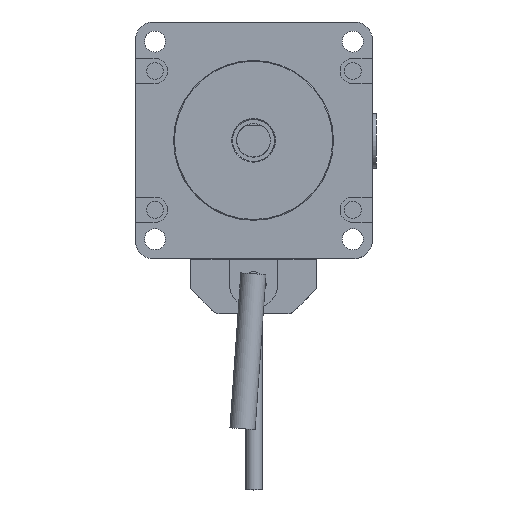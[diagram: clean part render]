
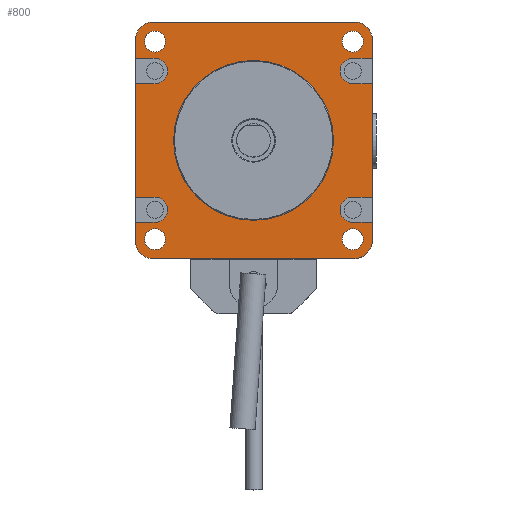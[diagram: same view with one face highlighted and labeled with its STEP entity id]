
A CAD part, top view. The second image highlights one B-rep face of the part: STEP entity #800.
In plain terms, the highlighted planar face has unit normal (0, 0, 1).
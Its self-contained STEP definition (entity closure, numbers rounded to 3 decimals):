
#800=ADVANCED_FACE('',(#2256,#2257,#2258,#2259,#2260,#2261),#1089,.T.);
#1089=PLANE('',#6651);
#1430=LINE('',#9867,#1938);
#1433=LINE('',#9873,#1941);
#1436=LINE('',#9879,#1944);
#1439=LINE('',#9885,#1947);
#1445=LINE('',#9901,#1953);
#1449=LINE('',#9911,#1957);
#1451=LINE('',#9917,#1959);
#1452=LINE('',#9919,#1960);
#1453=LINE('',#9921,#1961);
#1454=LINE('',#9925,#1962);
#1455=LINE('',#9926,#1963);
#1456=LINE('',#9930,#1964);
#1457=LINE('',#9931,#1965);
#1458=LINE('',#9935,#1966);
#1459=LINE('',#9936,#1967);
#1460=LINE('',#9940,#1968);
#1938=VECTOR('',#7927,1.);
#1941=VECTOR('',#7932,1.);
#1944=VECTOR('',#7937,1.);
#1947=VECTOR('',#7942,1.);
#1953=VECTOR('',#7958,1.);
#1957=VECTOR('',#7968,1.);
#1959=VECTOR('',#7976,1.);
#1960=VECTOR('',#7979,1.);
#1961=VECTOR('',#7982,1.);
#1962=VECTOR('',#7985,1.);
#1963=VECTOR('',#7986,1.);
#1964=VECTOR('',#7989,1.);
#1965=VECTOR('',#7990,1.);
#1966=VECTOR('',#7993,1.);
#1967=VECTOR('',#7994,1.);
#1968=VECTOR('',#7997,1.);
#2256=FACE_BOUND('',#2565,.T.);
#2257=FACE_BOUND('',#2566,.T.);
#2258=FACE_BOUND('',#2567,.T.);
#2259=FACE_BOUND('',#2568,.T.);
#2260=FACE_BOUND('',#2569,.T.);
#2261=FACE_BOUND('',#2570,.T.);
#2565=EDGE_LOOP('',(#3670,#3671,#3672,#3673,#3674,#3675,#3676,#3677,#3678,
#3679,#3680,#3681,#3682,#3683,#3684,#3685,#3686,#3687,#3688,#3689,#3690,
#3691,#3692,#3693));
#2566=EDGE_LOOP('',(#3694));
#2567=EDGE_LOOP('',(#3695));
#2568=EDGE_LOOP('',(#3696));
#2569=EDGE_LOOP('',(#3697));
#2570=EDGE_LOOP('',(#3698));
#3670=ORIENTED_EDGE('',*,*,#5526,.T.);
#3671=ORIENTED_EDGE('',*,*,#5553,.T.);
#3672=ORIENTED_EDGE('',*,*,#5554,.T.);
#3673=ORIENTED_EDGE('',*,*,#5555,.T.);
#3674=ORIENTED_EDGE('',*,*,#5548,.T.);
#3675=ORIENTED_EDGE('',*,*,#5550,.T.);
#3676=ORIENTED_EDGE('',*,*,#5552,.T.);
#3677=ORIENTED_EDGE('',*,*,#5537,.T.);
#3678=ORIENTED_EDGE('',*,*,#5532,.T.);
#3679=ORIENTED_EDGE('',*,*,#5556,.F.);
#3680=ORIENTED_EDGE('',*,*,#5557,.F.);
#3681=ORIENTED_EDGE('',*,*,#5558,.F.);
#3682=ORIENTED_EDGE('',*,*,#5529,.T.);
#3683=ORIENTED_EDGE('',*,*,#5559,.T.);
#3684=ORIENTED_EDGE('',*,*,#5560,.T.);
#3685=ORIENTED_EDGE('',*,*,#5561,.T.);
#3686=ORIENTED_EDGE('',*,*,#5543,.T.);
#3687=ORIENTED_EDGE('',*,*,#5540,.T.);
#3688=ORIENTED_EDGE('',*,*,#5551,.T.);
#3689=ORIENTED_EDGE('',*,*,#5544,.T.);
#3690=ORIENTED_EDGE('',*,*,#5535,.T.);
#3691=ORIENTED_EDGE('',*,*,#5562,.F.);
#3692=ORIENTED_EDGE('',*,*,#5563,.F.);
#3693=ORIENTED_EDGE('',*,*,#5564,.F.);
#3694=ORIENTED_EDGE('',*,*,#5565,.F.);
#3695=ORIENTED_EDGE('',*,*,#5566,.F.);
#3696=ORIENTED_EDGE('',*,*,#5567,.F.);
#3697=ORIENTED_EDGE('',*,*,#5568,.F.);
#3698=ORIENTED_EDGE('',*,*,#5569,.T.);
#4827=VERTEX_POINT('',#9866);
#4828=VERTEX_POINT('',#9868);
#4829=VERTEX_POINT('',#9872);
#4830=VERTEX_POINT('',#9874);
#4831=VERTEX_POINT('',#9878);
#4832=VERTEX_POINT('',#9880);
#4833=VERTEX_POINT('',#9884);
#4834=VERTEX_POINT('',#9886);
#4835=VERTEX_POINT('',#9890);
#4836=VERTEX_POINT('',#9894);
#4837=VERTEX_POINT('',#9896);
#4838=VERTEX_POINT('',#9900);
#4839=VERTEX_POINT('',#9904);
#4840=VERTEX_POINT('',#9908);
#4841=VERTEX_POINT('',#9910);
#4842=VERTEX_POINT('',#9914);
#4843=VERTEX_POINT('',#9922);
#4844=VERTEX_POINT('',#9924);
#4845=VERTEX_POINT('',#9927);
#4846=VERTEX_POINT('',#9929);
#4847=VERTEX_POINT('',#9932);
#4848=VERTEX_POINT('',#9934);
#4849=VERTEX_POINT('',#9937);
#4850=VERTEX_POINT('',#9939);
#4851=VERTEX_POINT('',#9942);
#4852=VERTEX_POINT('',#9944);
#4853=VERTEX_POINT('',#9946);
#4854=VERTEX_POINT('',#9948);
#4855=VERTEX_POINT('',#9950);
#5526=EDGE_CURVE('',#4828,#4827,#1430,.T.);
#5529=EDGE_CURVE('',#4830,#4829,#1433,.T.);
#5532=EDGE_CURVE('',#4832,#4831,#1436,.T.);
#5535=EDGE_CURVE('',#4834,#4833,#1439,.T.);
#5537=EDGE_CURVE('',#4835,#4832,#6112,.T.);
#5540=EDGE_CURVE('',#4837,#4836,#6113,.T.);
#5543=EDGE_CURVE('',#4838,#4837,#1445,.T.);
#5544=EDGE_CURVE('',#4839,#4834,#6114,.T.);
#5548=EDGE_CURVE('',#4840,#4841,#1449,.T.);
#5550=EDGE_CURVE('',#4841,#4842,#6115,.T.);
#5551=EDGE_CURVE('',#4836,#4839,#1451,.T.);
#5552=EDGE_CURVE('',#4842,#4835,#1452,.T.);
#5553=EDGE_CURVE('',#4827,#4843,#1453,.T.);
#5554=EDGE_CURVE('',#4843,#4844,#6116,.T.);
#5555=EDGE_CURVE('',#4844,#4840,#1454,.T.);
#5556=EDGE_CURVE('',#4845,#4831,#1455,.T.);
#5557=EDGE_CURVE('',#4846,#4845,#6117,.T.);
#5558=EDGE_CURVE('',#4830,#4846,#1456,.T.);
#5559=EDGE_CURVE('',#4829,#4847,#1457,.T.);
#5560=EDGE_CURVE('',#4847,#4848,#6118,.T.);
#5561=EDGE_CURVE('',#4848,#4838,#1458,.T.);
#5562=EDGE_CURVE('',#4849,#4833,#1459,.T.);
#5563=EDGE_CURVE('',#4850,#4849,#6119,.T.);
#5564=EDGE_CURVE('',#4828,#4850,#1460,.T.);
#5565=EDGE_CURVE('',#4851,#4851,#6120,.T.);
#5566=EDGE_CURVE('',#4852,#4852,#6121,.T.);
#5567=EDGE_CURVE('',#4853,#4853,#6122,.T.);
#5568=EDGE_CURVE('',#4854,#4854,#6123,.T.);
#5569=EDGE_CURVE('',#4855,#4855,#6124,.T.);
#6112=CIRCLE('',#6630,4.2);
#6113=CIRCLE('',#6632,4.2);
#6114=CIRCLE('',#6635,4.378);
#6115=CIRCLE('',#6638,4.216);
#6116=CIRCLE('',#6642,3.);
#6117=CIRCLE('',#6643,3.);
#6118=CIRCLE('',#6644,3.);
#6119=CIRCLE('',#6645,3.);
#6120=CIRCLE('',#6646,2.5);
#6121=CIRCLE('',#6647,2.5);
#6122=CIRCLE('',#6648,2.5);
#6123=CIRCLE('',#6649,2.5);
#6124=CIRCLE('',#6650,5.);
#6630=AXIS2_PLACEMENT_3D('',#9889,#7946,#7947);
#6632=AXIS2_PLACEMENT_3D('',#9895,#7952,#7953);
#6635=AXIS2_PLACEMENT_3D('',#9903,#7961,#7962);
#6638=AXIS2_PLACEMENT_3D('',#9915,#7972,#7973);
#6642=AXIS2_PLACEMENT_3D('',#9923,#7983,#7984);
#6643=AXIS2_PLACEMENT_3D('',#9928,#7987,#7988);
#6644=AXIS2_PLACEMENT_3D('',#9933,#7991,#7992);
#6645=AXIS2_PLACEMENT_3D('',#9938,#7995,#7996);
#6646=AXIS2_PLACEMENT_3D('',#9941,#7998,#7999);
#6647=AXIS2_PLACEMENT_3D('',#9943,#8000,#8001);
#6648=AXIS2_PLACEMENT_3D('',#9945,#8002,#8003);
#6649=AXIS2_PLACEMENT_3D('',#9947,#8004,#8005);
#6650=AXIS2_PLACEMENT_3D('',#9949,#8006,#8007);
#6651=AXIS2_PLACEMENT_3D('',#9951,#8008,#8009);
#7927=DIRECTION('',(0.,1.,0.));
#7932=DIRECTION('',(0.,-1.,0.));
#7937=DIRECTION('',(0.,-1.,0.));
#7942=DIRECTION('',(0.,1.,0.));
#7946=DIRECTION('',(0.,0.,1.));
#7947=DIRECTION('',(1.,0.,0.));
#7952=DIRECTION('',(0.,0.,1.));
#7953=DIRECTION('',(1.,0.,0.));
#7958=DIRECTION('',(0.,-1.,0.));
#7961=DIRECTION('',(0.,0.,1.));
#7962=DIRECTION('',(1.,0.,0.));
#7968=DIRECTION('',(0.,1.,0.));
#7972=DIRECTION('',(0.,0.,1.));
#7973=DIRECTION('',(1.,0.,0.));
#7976=DIRECTION('',(1.,0.,0.));
#7979=DIRECTION('',(-1.,0.,0.));
#7982=DIRECTION('',(-1.,-0.002,0.));
#7983=DIRECTION('',(0.,0.,-1.));
#7984=DIRECTION('',(-1.,0.,0.));
#7985=DIRECTION('',(1.,0.,0.));
#7986=DIRECTION('',(-1.,0.,0.));
#7987=DIRECTION('',(0.,0.,1.));
#7988=DIRECTION('',(1.,0.,0.));
#7989=DIRECTION('',(1.,-0.002,0.));
#7990=DIRECTION('',(1.,0.002,0.));
#7991=DIRECTION('',(0.,0.,-1.));
#7992=DIRECTION('',(1.,0.,0.));
#7993=DIRECTION('',(-1.,0.,0.));
#7994=DIRECTION('',(1.,0.,0.));
#7995=DIRECTION('',(0.,0.,1.));
#7996=DIRECTION('',(-1.,0.,0.));
#7997=DIRECTION('',(-1.,0.002,0.));
#7998=DIRECTION('',(0.,0.,1.));
#7999=DIRECTION('',(1.,0.,0.));
#8000=DIRECTION('',(0.,0.,1.));
#8001=DIRECTION('',(1.,0.,0.));
#8002=DIRECTION('',(0.,0.,1.));
#8003=DIRECTION('',(1.,0.,0.));
#8004=DIRECTION('',(0.,0.,1.));
#8005=DIRECTION('',(1.,0.,0.));
#8006=DIRECTION('',(0.,0.,-1.));
#8007=DIRECTION('',(1.,0.,0.));
#8008=DIRECTION('',(0.,0.,1.));
#8009=DIRECTION('',(1.,0.,0.));
#9866=CARTESIAN_POINT('',(28.2,13.55,0.));
#9867=CARTESIAN_POINT('',(28.2,-24.,0.));
#9868=CARTESIAN_POINT('',(28.2,-13.55,0.));
#9872=CARTESIAN_POINT('',(-28.2,-13.55,0.));
#9873=CARTESIAN_POINT('',(-28.2,-24.,0.));
#9874=CARTESIAN_POINT('',(-28.2,13.55,0.));
#9878=CARTESIAN_POINT('',(-28.2,19.541,0.));
#9879=CARTESIAN_POINT('',(-28.2,-24.,0.));
#9880=CARTESIAN_POINT('',(-28.2,24.,0.));
#9884=CARTESIAN_POINT('',(28.2,-19.541,0.));
#9885=CARTESIAN_POINT('',(28.2,-24.,0.));
#9886=CARTESIAN_POINT('',(28.2,-23.822,0.));
#9889=CARTESIAN_POINT('',(-24.,24.,0.));
#9890=CARTESIAN_POINT('',(-24.,28.2,0.));
#9894=CARTESIAN_POINT('',(-24.,-28.2,0.));
#9895=CARTESIAN_POINT('',(-24.,-24.,0.));
#9896=CARTESIAN_POINT('',(-28.2,-24.,0.));
#9900=CARTESIAN_POINT('',(-28.2,-19.541,0.));
#9901=CARTESIAN_POINT('',(-28.2,-24.,0.));
#9903=CARTESIAN_POINT('',(23.822,-23.822,0.));
#9904=CARTESIAN_POINT('',(23.822,-28.2,0.));
#9908=CARTESIAN_POINT('',(28.2,19.541,0.));
#9910=CARTESIAN_POINT('',(28.2,23.984,0.));
#9911=CARTESIAN_POINT('',(28.2,-24.,0.));
#9914=CARTESIAN_POINT('',(23.984,28.2,0.));
#9915=CARTESIAN_POINT('',(23.984,23.984,0.));
#9917=CARTESIAN_POINT('',(-24.,-28.2,0.));
#9919=CARTESIAN_POINT('',(-24.,28.2,0.));
#9921=CARTESIAN_POINT('',(28.2,13.55,0.));
#9922=CARTESIAN_POINT('',(23.556,13.541,0.));
#9923=CARTESIAN_POINT('',(23.55,16.541,0.));
#9924=CARTESIAN_POINT('',(23.55,19.541,0.));
#9925=CARTESIAN_POINT('',(23.55,19.541,0.));
#9926=CARTESIAN_POINT('',(-23.55,19.541,0.));
#9927=CARTESIAN_POINT('',(-23.55,19.541,0.));
#9928=CARTESIAN_POINT('',(-23.55,16.541,0.));
#9929=CARTESIAN_POINT('',(-23.556,13.541,0.));
#9930=CARTESIAN_POINT('',(-28.2,13.55,0.));
#9931=CARTESIAN_POINT('',(-28.2,-13.55,0.));
#9932=CARTESIAN_POINT('',(-23.556,-13.541,0.));
#9933=CARTESIAN_POINT('',(-23.55,-16.541,0.));
#9934=CARTESIAN_POINT('',(-23.55,-19.541,0.));
#9935=CARTESIAN_POINT('',(-23.55,-19.541,0.));
#9936=CARTESIAN_POINT('',(23.55,-19.541,0.));
#9937=CARTESIAN_POINT('',(23.55,-19.541,0.));
#9938=CARTESIAN_POINT('',(23.55,-16.541,0.));
#9939=CARTESIAN_POINT('',(23.556,-13.541,0.));
#9940=CARTESIAN_POINT('',(28.2,-13.55,0.));
#9941=CARTESIAN_POINT('',(-23.55,-23.55,0.));
#9942=CARTESIAN_POINT('',(-21.05,-23.55,0.));
#9943=CARTESIAN_POINT('',(-23.55,23.55,0.));
#9944=CARTESIAN_POINT('',(-21.05,23.55,0.));
#9945=CARTESIAN_POINT('',(23.55,-23.55,0.));
#9946=CARTESIAN_POINT('',(26.05,-23.55,0.));
#9947=CARTESIAN_POINT('',(23.55,23.55,0.));
#9948=CARTESIAN_POINT('',(26.05,23.55,0.));
#9949=CARTESIAN_POINT('',(-0.089,0.,0.));
#9950=CARTESIAN_POINT('',(4.911,0.,0.));
#9951=CARTESIAN_POINT('',(-24.,-24.,0.));
